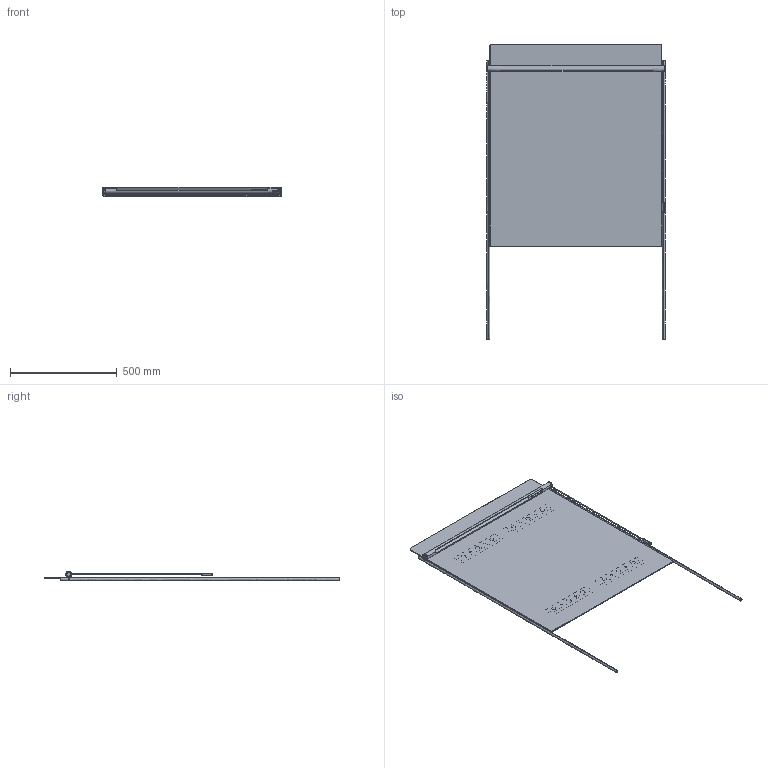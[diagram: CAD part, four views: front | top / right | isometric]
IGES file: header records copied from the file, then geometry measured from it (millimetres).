
Start section: SolidWorks IGES file using analytic representation for surfaces
Global section: file name: 64105_MVLAGOAYNA80.IGS; native system: SolidWorks 2020; preprocessor: SolidWorks 2020; author: betul.incukur; date: 210226.131534; units: millimetre
Bounding box: 834.5 x 1383 x 44 mm (x, y, z)
Surface area: 2001169.1 mm2 (no closed solid volume)
Topology: 0 solids, 0 shells, 462 faces, 7057 edges, 7057 vertices
Faces by surface type: bspline 244, revolution 218
